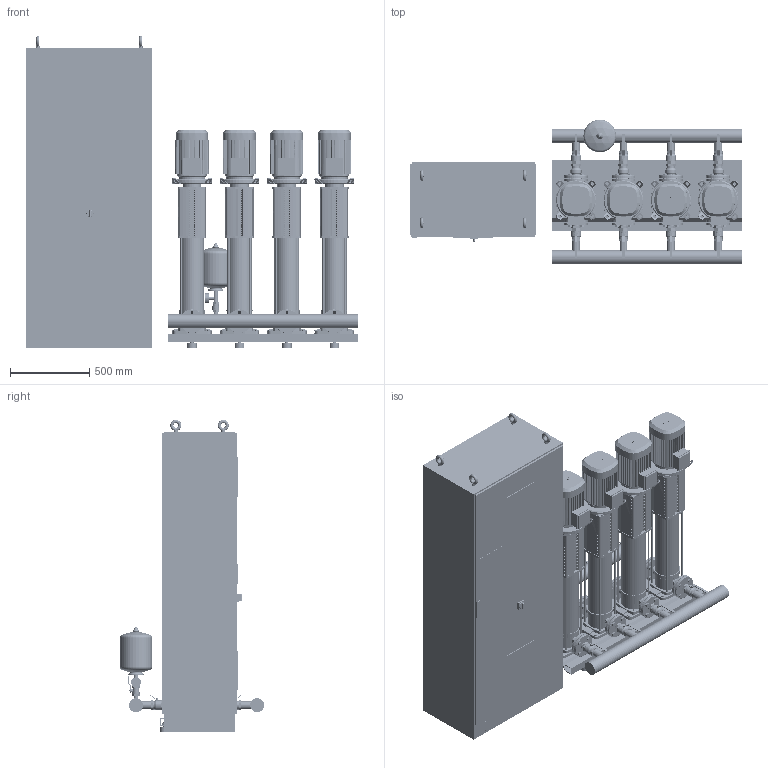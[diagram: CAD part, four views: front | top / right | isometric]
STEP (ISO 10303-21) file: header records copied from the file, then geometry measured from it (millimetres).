
FILE_DESCRIPTION((''),'2;1');
FILE_NAME('3d_SiBoostSmartFC4HELIXV1015-2536152.stp','2016-01-25T11:33:32',(''),(''),'Mechanical Desktop 2009','Mechanical Desktop 2009',', , ');
FILE_SCHEMA(('CONFIG_CONTROL_DESIGN'));
Length unit declared in the file: millimetre
Products named in the file (1): Product
Bounding box: 2100 x 914.45 x 1975 mm (x, y, z)
Volume: 872916965.2 mm3; surface area: 18319788.2 mm2
Topology: 209 solids, 209 shells, 7752 faces, 20360 edges, 13299 vertices
Faces by surface type: plane 3586, bspline 2406, cylinder 1266, cone 292, torus 180, sphere 22
Entity records: 251376 total; most frequent: CARTESIAN_POINT 60309, ORIENTED_EDGE 40676, DIRECTION 36720, EDGE_CURVE 20338, VECTOR 13938, LINE 13938, VERTEX_POINT 13282, AXIS2_PLACEMENT_3D 11391
